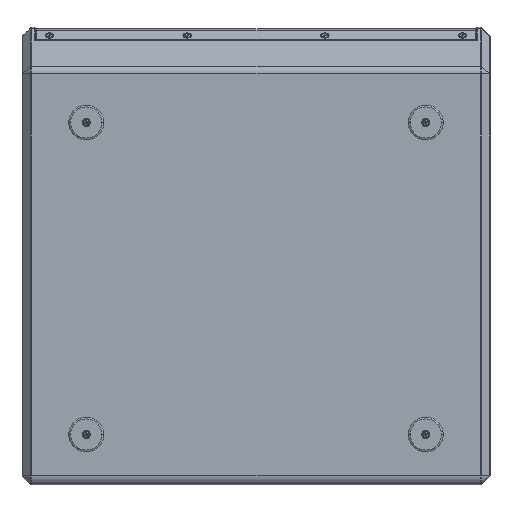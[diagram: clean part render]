
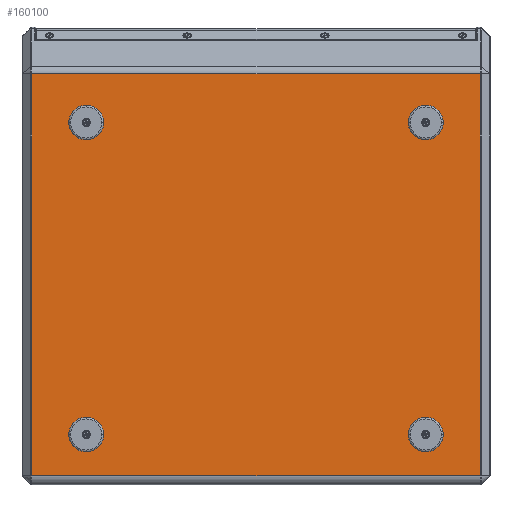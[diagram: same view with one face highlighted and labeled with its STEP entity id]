
A CAD part, front view. The second image highlights one B-rep face of the part: STEP entity #160100.
In plain terms, the highlighted planar face has unit normal (0, -1, 0).
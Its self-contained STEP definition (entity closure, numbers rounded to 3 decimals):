
#684 = EDGE_CURVE ( 'NONE', #139502, #125255, #147924, .T. ) ;
#5174 = VERTEX_POINT ( 'NONE', #124591 ) ;
#6072 = CARTESIAN_POINT ( 'NONE',  ( -185., -92.024, -170.615 ) ) ;
#6759 = CARTESIAN_POINT ( 'NONE',  ( -787.35, -92.024, 222.401 ) ) ;
#8717 = CIRCLE ( 'NONE', #100661, 19. ) ;
#11744 = DIRECTION ( 'NONE',  ( 0., 1., 0. ) ) ;
#14499 = CARTESIAN_POINT ( 'NONE',  ( -244.586, -92.024, 222.401 ) ) ;
#15113 = DIRECTION ( 'NONE',  ( 0., 1., 0. ) ) ;
#18098 = DIRECTION ( 'NONE',  ( 0., 1., 0. ) ) ;
#19996 = EDGE_CURVE ( 'NONE', #86231, #84921, #100651, .T. ) ;
#20900 = ORIENTED_EDGE ( 'NONE', *, *, #102307, .T. ) ;
#23347 = CARTESIAN_POINT ( 'NONE',  ( -204., -92.024, -170.615 ) ) ;
#23619 = ORIENTED_EDGE ( 'NONE', *, *, #149205, .T. ) ;
#26050 = EDGE_LOOP ( 'NONE', ( #56713, #155261 ) ) ;
#26595 = CARTESIAN_POINT ( 'NONE',  ( 185., -92.024, 169.385 ) ) ;
#27891 = LINE ( 'NONE', #141173, #183703 ) ;
#28877 = DIRECTION ( 'NONE',  ( 1., 0., 0. ) ) ;
#29908 = EDGE_CURVE ( 'NONE', #90744, #40192, #73784, .T. ) ;
#30405 = EDGE_LOOP ( 'NONE', ( #72262, #20900, #113185, #69809 ) ) ;
#36060 = ORIENTED_EDGE ( 'NONE', *, *, #29908, .T. ) ;
#40192 = VERTEX_POINT ( 'NONE', #54940 ) ;
#45894 = VERTEX_POINT ( 'NONE', #179085 ) ;
#48476 = EDGE_CURVE ( 'NONE', #84921, #86231, #8717, .T. ) ;
#48640 = EDGE_CURVE ( 'NONE', #45894, #5174, #70872, .T. ) ;
#50223 = AXIS2_PLACEMENT_3D ( 'NONE', #26595, #11744, #83241 ) ;
#50595 = DIRECTION ( 'NONE',  ( 1., 0., 0. ) ) ;
#53504 = DIRECTION ( 'NONE',  ( 0., -1., 0. ) ) ;
#54373 = FACE_BOUND ( 'NONE', #153866, .T. ) ;
#54940 = CARTESIAN_POINT ( 'NONE',  ( -166., -92.024, 169.385 ) ) ;
#55328 = CARTESIAN_POINT ( 'NONE',  ( 244.586, -92.024, 222.401 ) ) ;
#56713 = ORIENTED_EDGE ( 'NONE', *, *, #19996, .T. ) ;
#56875 = CIRCLE ( 'NONE', #160790, 19. ) ;
#57608 = CARTESIAN_POINT ( 'NONE',  ( -185., -92.024, -170.615 ) ) ;
#60731 = CARTESIAN_POINT ( 'NONE',  ( 185., -92.024, -170.615 ) ) ;
#62687 = ORIENTED_EDGE ( 'NONE', *, *, #48640, .T. ) ;
#63578 = DIRECTION ( 'NONE',  ( 1., 0., 0. ) ) ;
#67396 = CARTESIAN_POINT ( 'NONE',  ( -787.35, -92.024, 222.401 ) ) ;
#68098 = DIRECTION ( 'NONE',  ( 1., 0., 0. ) ) ;
#69647 = CARTESIAN_POINT ( 'NONE',  ( -787.35, -92.024, -215.615 ) ) ;
#69809 = ORIENTED_EDGE ( 'NONE', *, *, #175359, .T. ) ;
#70417 = DIRECTION ( 'NONE',  ( 0., 0., 1. ) ) ;
#70710 = VERTEX_POINT ( 'NONE', #147148 ) ;
#70829 = AXIS2_PLACEMENT_3D ( 'NONE', #108953, #138542, #82777 ) ;
#70872 = CIRCLE ( 'NONE', #183827, 19. ) ;
#72262 = ORIENTED_EDGE ( 'NONE', *, *, #684, .F. ) ;
#73784 = CIRCLE ( 'NONE', #70829, 19. ) ;
#75380 = EDGE_CURVE ( 'NONE', #70710, #100221, #96961, .T. ) ;
#81328 = FACE_BOUND ( 'NONE', #124648, .T. ) ;
#82777 = DIRECTION ( 'NONE',  ( 1., 0., 0. ) ) ;
#83241 = DIRECTION ( 'NONE',  ( 1., 0., 0. ) ) ;
#83522 = LINE ( 'NONE', #69647, #84693 ) ;
#84345 = CARTESIAN_POINT ( 'NONE',  ( 244.586, -92.024, 222.401 ) ) ;
#84493 = DIRECTION ( 'NONE',  ( 0., 0., -1. ) ) ;
#84693 = VECTOR ( 'NONE', #124640, 1000. ) ;
#84921 = VERTEX_POINT ( 'NONE', #164087 ) ;
#86231 = VERTEX_POINT ( 'NONE', #89766 ) ;
#87401 = VERTEX_POINT ( 'NONE', #134710 ) ;
#89766 = CARTESIAN_POINT ( 'NONE',  ( 204., -92.024, 169.385 ) ) ;
#90744 = VERTEX_POINT ( 'NONE', #167815 ) ;
#96961 = CIRCLE ( 'NONE', #132958, 19. ) ;
#97824 = CARTESIAN_POINT ( 'NONE',  ( -185., -92.024, 169.385 ) ) ;
#97889 = DIRECTION ( 'NONE',  ( 0., 1., 0. ) ) ;
#100221 = VERTEX_POINT ( 'NONE', #23347 ) ;
#100651 = CIRCLE ( 'NONE', #50223, 19. ) ;
#100661 = AXIS2_PLACEMENT_3D ( 'NONE', #104620, #161205, #50595 ) ;
#102307 = EDGE_CURVE ( 'NONE', #139502, #87401, #27891, .T. ) ;
#104620 = CARTESIAN_POINT ( 'NONE',  ( 185., -92.024, 169.385 ) ) ;
#108953 = CARTESIAN_POINT ( 'NONE',  ( -185., -92.024, 169.385 ) ) ;
#110628 = ORIENTED_EDGE ( 'NONE', *, *, #75380, .T. ) ;
#112160 = VECTOR ( 'NONE', #147013, 1000. ) ;
#113185 = ORIENTED_EDGE ( 'NONE', *, *, #141318, .T. ) ;
#120022 = AXIS2_PLACEMENT_3D ( 'NONE', #60731, #18098, #158379 ) ;
#120184 = CIRCLE ( 'NONE', #134803, 19. ) ;
#124591 = CARTESIAN_POINT ( 'NONE',  ( 166., -92.024, -170.615 ) ) ;
#124640 = DIRECTION ( 'NONE',  ( 1., 0., 0. ) ) ;
#124648 = EDGE_LOOP ( 'NONE', ( #62687, #23619 ) ) ;
#125120 = FACE_BOUND ( 'NONE', #165826, .T. ) ;
#125255 = VERTEX_POINT ( 'NONE', #55328 ) ;
#126910 = CARTESIAN_POINT ( 'NONE',  ( 244.586, -92.024, -215.615 ) ) ;
#131498 = DIRECTION ( 'NONE',  ( 0., 1., 0. ) ) ;
#131763 = CIRCLE ( 'NONE', #120022, 19. ) ;
#132241 = ORIENTED_EDGE ( 'NONE', *, *, #180162, .T. ) ;
#132958 = AXIS2_PLACEMENT_3D ( 'NONE', #57608, #139444, #28877 ) ;
#134710 = CARTESIAN_POINT ( 'NONE',  ( -244.586, -92.024, -215.615 ) ) ;
#134803 = AXIS2_PLACEMENT_3D ( 'NONE', #97824, #15113, #68098 ) ;
#138542 = DIRECTION ( 'NONE',  ( 0., 1., 0. ) ) ;
#138650 = VECTOR ( 'NONE', #70417, 1000. ) ;
#138910 = DIRECTION ( 'NONE',  ( 0., 0., -1. ) ) ;
#139444 = DIRECTION ( 'NONE',  ( 0., 1., 0. ) ) ;
#139502 = VERTEX_POINT ( 'NONE', #14499 ) ;
#141173 = CARTESIAN_POINT ( 'NONE',  ( -244.586, -92.024, -215.615 ) ) ;
#141318 = EDGE_CURVE ( 'NONE', #87401, #165282, #83522, .T. ) ;
#145660 = EDGE_CURVE ( 'NONE', #100221, #70710, #56875, .T. ) ;
#145829 = AXIS2_PLACEMENT_3D ( 'NONE', #67396, #53504, #138910 ) ;
#147013 = DIRECTION ( 'NONE',  ( 1., 0., 0. ) ) ;
#147148 = CARTESIAN_POINT ( 'NONE',  ( -166., -92.024, -170.615 ) ) ;
#147924 = LINE ( 'NONE', #6759, #112160 ) ;
#149205 = EDGE_CURVE ( 'NONE', #5174, #45894, #131763, .T. ) ;
#151081 = FACE_BOUND ( 'NONE', #26050, .T. ) ;
#152716 = CARTESIAN_POINT ( 'NONE',  ( 185., -92.024, -170.615 ) ) ;
#153866 = EDGE_LOOP ( 'NONE', ( #132241, #36060 ) ) ;
#154092 = LINE ( 'NONE', #84345, #138650 ) ;
#155261 = ORIENTED_EDGE ( 'NONE', *, *, #48476, .T. ) ;
#158379 = DIRECTION ( 'NONE',  ( 1., 0., 0. ) ) ;
#160100 = ADVANCED_FACE ( 'NONE', ( #125120, #81328, #180816, #54373, #151081 ), #179914, .T. ) ;
#160790 = AXIS2_PLACEMENT_3D ( 'NONE', #6072, #131498, #63578 ) ;
#161205 = DIRECTION ( 'NONE',  ( 0., 1., 0. ) ) ;
#164087 = CARTESIAN_POINT ( 'NONE',  ( 166., -92.024, 169.385 ) ) ;
#165151 = ORIENTED_EDGE ( 'NONE', *, *, #145660, .T. ) ;
#165282 = VERTEX_POINT ( 'NONE', #126910 ) ;
#165826 = EDGE_LOOP ( 'NONE', ( #110628, #165151 ) ) ;
#167815 = CARTESIAN_POINT ( 'NONE',  ( -204., -92.024, 169.385 ) ) ;
#168488 = DIRECTION ( 'NONE',  ( 1., 0., 0. ) ) ;
#175359 = EDGE_CURVE ( 'NONE', #165282, #125255, #154092, .T. ) ;
#179085 = CARTESIAN_POINT ( 'NONE',  ( 204., -92.024, -170.615 ) ) ;
#179914 = PLANE ( 'NONE',  #145829 ) ;
#180162 = EDGE_CURVE ( 'NONE', #40192, #90744, #120184, .T. ) ;
#180816 = FACE_OUTER_BOUND ( 'NONE', #30405, .T. ) ;
#183703 = VECTOR ( 'NONE', #84493, 1000. ) ;
#183827 = AXIS2_PLACEMENT_3D ( 'NONE', #152716, #97889, #168488 ) ;
